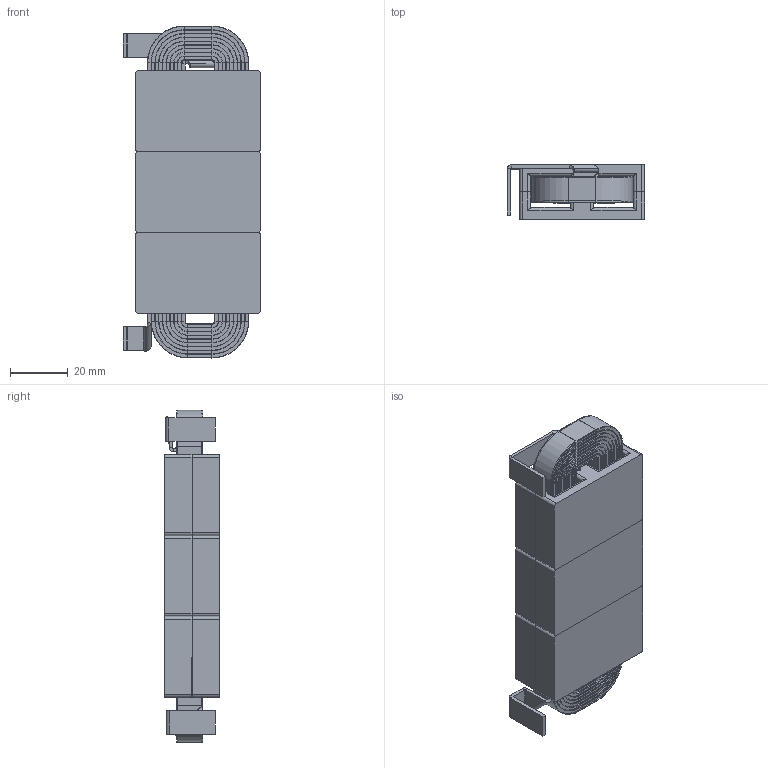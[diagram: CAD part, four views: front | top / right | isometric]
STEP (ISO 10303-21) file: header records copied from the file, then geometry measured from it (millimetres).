
FILE_DESCRIPTION (( 'STEP AP214' ), '1' );
FILE_NAME ('IgnitionTransformer.STEP', '2019-04-30T15:28:32', ( '' ), ( '' ), 'SwSTEP 2.0', 'SolidWorks 2018', '' );
FILE_SCHEMA (( 'AUTOMOTIVE_DESIGN' ));
Length unit declared in the file: millimetre
Products named in the file (3): ELP43x10x18; Coil2; IgnitionTransformer
Assembly tree (7 placements, depth 2):
  IgnitionTransformer
    ELP43x10x18  x6
    Coil2
Bounding box: 47.4 x 19 x 114.6 mm (x, y, z)
Volume: 69086.7 mm3; surface area: 113124.8 mm2
Topology: 9 solids, 9 shells, 872 faces, 1842 edges, 988 vertices
Faces by surface type: plane 598, cylinder 268, bspline 6
Entity records: 21440 total; most frequent: CARTESIAN_POINT 3410, DIRECTION 3218, ORIENTED_EDGE 2924, EDGE_CURVE 1462, LINE 1086, VECTOR 1086, AXIS2_PLACEMENT_3D 1066, VERTEX_POINT 748
